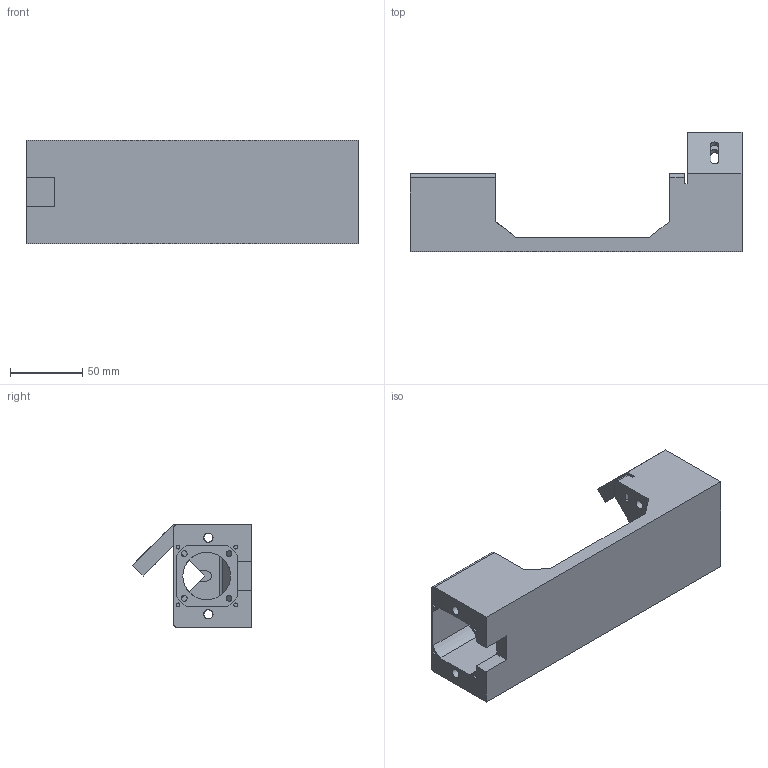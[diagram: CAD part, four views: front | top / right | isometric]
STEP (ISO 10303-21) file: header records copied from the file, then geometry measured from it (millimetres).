
FILE_DESCRIPTION(/* description */ (''),/* implementation_level */ '2;1');
FILE_NAME(/* name */ 'Pump Base.step',/* time_stamp */ '2025-12-10T12:19:44Z',/* author */ (''),/* organization */ (''),/* preprocessor_version */ 'ST-DEVELOPER v20.1',/* originating_system */ 'Autodesk Translation Framework v14.21.0.0',/* authorisation */ '');
FILE_SCHEMA (('AUTOMOTIVE_DESIGN { 1 0 10303 214 3 1 1 }'));
Length unit declared in the file: millimetre
Products named in the file (5): poseidon_pump_v52; Pump Printed Parts; Pump Base; 2025-10-29-13-41-47-023; 2025-10-29-13-41-47-035
Assembly tree (4 placements, depth 4):
  poseidon_pump_v52
    Pump Printed Parts
      Pump Base
        2025-10-29-13-41-47-023
        2025-10-29-13-41-47-035
Bounding box: 230 x 82.61 x 72 mm (x, y, z)
Volume: 406170.2 mm3; surface area: 79368 mm2
Topology: 1 solids, 1 shells, 184 faces, 489 edges, 314 vertices
Faces by surface type: plane 101, cylinder 51, bspline 17, cone 15
Full cylindrical faces by diameter (mm): 2.6 x4, 3.3 x8, 4 x4, 5.9 x4, 6 x4, 6.2 x2, 6.5 x2, 33 x1
Entity records: 6664 total; most frequent: CARTESIAN_POINT 1912, ORIENTED_EDGE 978, DIRECTION 919, EDGE_CURVE 489, LINE 323, VECTOR 323, VERTEX_POINT 314, AXIS2_PLACEMENT_3D 298
